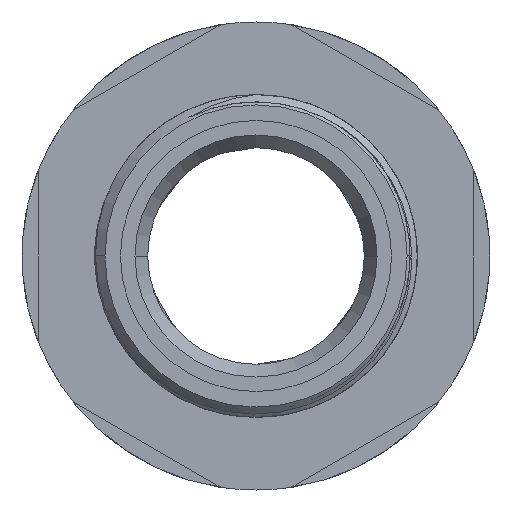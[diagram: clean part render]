
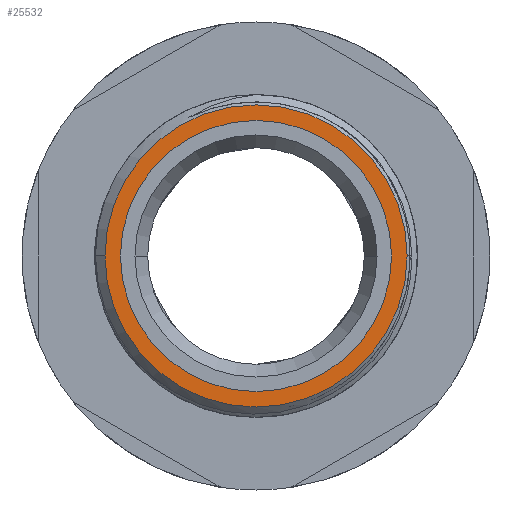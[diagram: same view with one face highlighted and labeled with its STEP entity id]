
A CAD part, front view. The second image highlights one B-rep face of the part: STEP entity #25532.
In plain terms, the highlighted planar face has unit normal (0, -1, 0).
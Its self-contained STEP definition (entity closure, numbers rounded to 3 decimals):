
#8474 = PLANE ( 'NONE',  #23469 ) ;
#8475 = FACE_OUTER_BOUND ( 'NONE', #18188, .T. ) ;
#8486 = DIRECTION ( 'NONE',  ( 0., 0., -1. ) ) ;
#8503 = FACE_BOUND ( 'NONE', #18277, .T. ) ;
#8508 = DIRECTION ( 'NONE',  ( 0., -1., 0. ) ) ;
#8511 = CARTESIAN_POINT ( 'NONE',  ( 50.003, 0.128, 0.002 ) ) ;
#11730 = DIRECTION ( 'NONE',  ( 0., 1., 0. ) ) ;
#11753 = DIRECTION ( 'NONE',  ( 0., 0., -1. ) ) ;
#11758 = CARTESIAN_POINT ( 'NONE',  ( 50., 0.128, 0. ) ) ;
#11875 = CARTESIAN_POINT ( 'NONE',  ( 50.003, 0.128, 0.002 ) ) ;
#11877 = DIRECTION ( 'NONE',  ( 0., -1., 0. ) ) ;
#11894 = DIRECTION ( 'NONE',  ( -1., 0., 0. ) ) ;
#15668 = EDGE_CURVE ( 'NONE', #24109, #24051, #32248, .T. ) ;
#15973 = EDGE_CURVE ( 'NONE', #24091, #24135, #32475, .T. ) ;
#18188 = EDGE_LOOP ( 'NONE', ( #19498, #19532 ) ) ;
#18277 = EDGE_LOOP ( 'NONE', ( #19528, #19508 ) ) ;
#19498 = ORIENTED_EDGE ( 'NONE', *, *, #15973, .T. ) ;
#19508 = ORIENTED_EDGE ( 'NONE', *, *, #15668, .T. ) ;
#19528 = ORIENTED_EDGE ( 'NONE', *, *, #25642, .T. ) ;
#19532 = ORIENTED_EDGE ( 'NONE', *, *, #25662, .T. ) ;
#23469 = AXIS2_PLACEMENT_3D ( 'NONE', #8511, #8508, #8486 ) ;
#23583 = CIRCLE ( 'NONE', #23585, 8.4 ) ;
#23585 = AXIS2_PLACEMENT_3D ( 'NONE', #11758, #11730, #11753 ) ;
#23589 = CIRCLE ( 'NONE', #23633, 9.364 ) ;
#23633 = AXIS2_PLACEMENT_3D ( 'NONE', #11875, #11877, #11894 ) ;
#24051 = VERTEX_POINT ( 'NONE', #33715 ) ;
#24091 = VERTEX_POINT ( 'NONE', #33711 ) ;
#24109 = VERTEX_POINT ( 'NONE', #33724 ) ;
#24135 = VERTEX_POINT ( 'NONE', #33755 ) ;
#25532 = ADVANCED_FACE ( 'NONE', ( #8475, #8503 ), #8474, .T. ) ;
#25642 = EDGE_CURVE ( 'NONE', #24051, #24109, #23583, .T. ) ;
#25662 = EDGE_CURVE ( 'NONE', #24135, #24091, #23589, .T. ) ;
#29592 = DIRECTION ( 'NONE',  ( 0., 1., 0. ) ) ;
#29610 = CARTESIAN_POINT ( 'NONE',  ( 50., 0.128, 0. ) ) ;
#29611 = DIRECTION ( 'NONE',  ( 0., 0., -1. ) ) ;
#32248 = CIRCLE ( 'NONE', #32250, 8.4 ) ;
#32250 = AXIS2_PLACEMENT_3D ( 'NONE', #29610, #29592, #29611 ) ;
#32475 = CIRCLE ( 'NONE', #32504, 9.364 ) ;
#32504 = AXIS2_PLACEMENT_3D ( 'NONE', #33036, #33013, #33022 ) ;
#33013 = DIRECTION ( 'NONE',  ( 0., -1., 0. ) ) ;
#33022 = DIRECTION ( 'NONE',  ( -1., 0., 0. ) ) ;
#33036 = CARTESIAN_POINT ( 'NONE',  ( 50.003, 0.128, 0.002 ) ) ;
#33711 = CARTESIAN_POINT ( 'NONE',  ( 40.64, 0.128, 0.002 ) ) ;
#33715 = CARTESIAN_POINT ( 'NONE',  ( 50., 0.128, -8.4 ) ) ;
#33724 = CARTESIAN_POINT ( 'NONE',  ( 50., 0.128, 8.4 ) ) ;
#33755 = CARTESIAN_POINT ( 'NONE',  ( 59.367, 0.128, 0.002 ) ) ;
